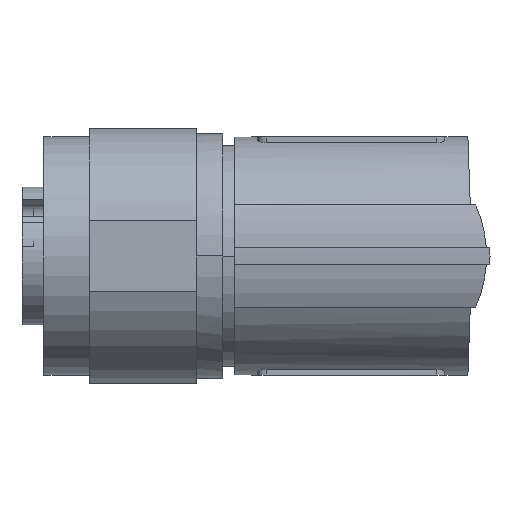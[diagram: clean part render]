
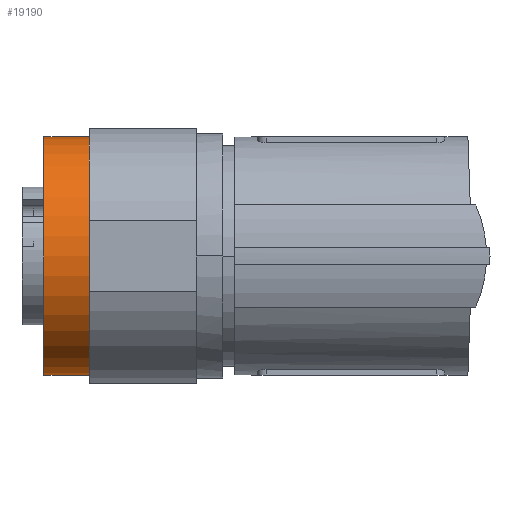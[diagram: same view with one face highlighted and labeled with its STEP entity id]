
A CAD part, left-side view. The second image highlights one B-rep face of the part: STEP entity #19190.
In plain terms, the highlighted cylindrical face has radius 7 mm (diameter 14 mm), a partial arc.
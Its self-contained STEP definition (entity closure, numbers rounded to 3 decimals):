
#3300=CARTESIAN_POINT('',(-22.295,17.05,
2.704));
#3310=VERTEX_POINT('',#3300);
#3340=CARTESIAN_POINT('',(-22.295,19.75,
2.704));
#3350=DIRECTION('',(0.,1.,
0.));
#3360=VECTOR('',#3350,1.);
#3370=LINE('',#3340,#3360);
#3380=CARTESIAN_POINT('',(-22.295,19.71,
2.704));
#3390=VERTEX_POINT('',#3380);
#3400=EDGE_CURVE('',#3310,#3390,#3370,.T.);
#4050=CARTESIAN_POINT('',(-28.75,19.71,
-0.004));
#4060=DIRECTION('',(0.,1.,
0.));
#4070=DIRECTION('',(0.707,0.,
0.707));
#4080=AXIS2_PLACEMENT_3D('',#4050,#4060,#4070);
#4090=CIRCLE('',#4080,7.);
#4100=CARTESIAN_POINT('',(-22.295,19.71,
-2.712));
#4110=VERTEX_POINT('',#4100);
#4120=EDGE_CURVE('',#4110,#3390,#4090,.T.);
#18820=CARTESIAN_POINT('',(-22.295,17.05,
-2.712));
#18830=VERTEX_POINT('',#18820);
#18860=CARTESIAN_POINT('',(-28.75,17.05,
-0.004));
#18870=DIRECTION('',(0.,1.,
0.));
#18880=DIRECTION('',(0.707,0.,
0.707));
#18890=AXIS2_PLACEMENT_3D('',#18860,#18870,#18880);
#18900=CIRCLE('',#18890,7.);
#18910=EDGE_CURVE('',#18830,#3310,#18900,.T.);
#19030=CARTESIAN_POINT('',(-28.75,19.75,
-0.004));
#19040=DIRECTION('',(0.,1.,
0.));
#19050=DIRECTION('',(0.707,0.,
0.707));
#19060=AXIS2_PLACEMENT_3D('',#19030,#19040,#19050);
#19070=CYLINDRICAL_SURFACE('',#19060,7.);
#19080=ORIENTED_EDGE('',*,*,#3400,.T.);
#19090=ORIENTED_EDGE('',*,*,#18910,.T.);
#19100=CARTESIAN_POINT('',(-22.295,19.75,
-2.712));
#19110=DIRECTION('',(0.,1.,
0.));
#19120=VECTOR('',#19110,1.);
#19130=LINE('',#19100,#19120);
#19140=EDGE_CURVE('',#18830,#4110,#19130,.T.);
#19150=ORIENTED_EDGE('',*,*,#19140,.F.);
#19160=ORIENTED_EDGE('',*,*,#4120,.F.);
#19170=EDGE_LOOP('',(#19160,#19150,#19090,#19080));
#19180=FACE_OUTER_BOUND('',#19170,.T.);
#19190=ADVANCED_FACE('',(#19180),#19070,.T.);
